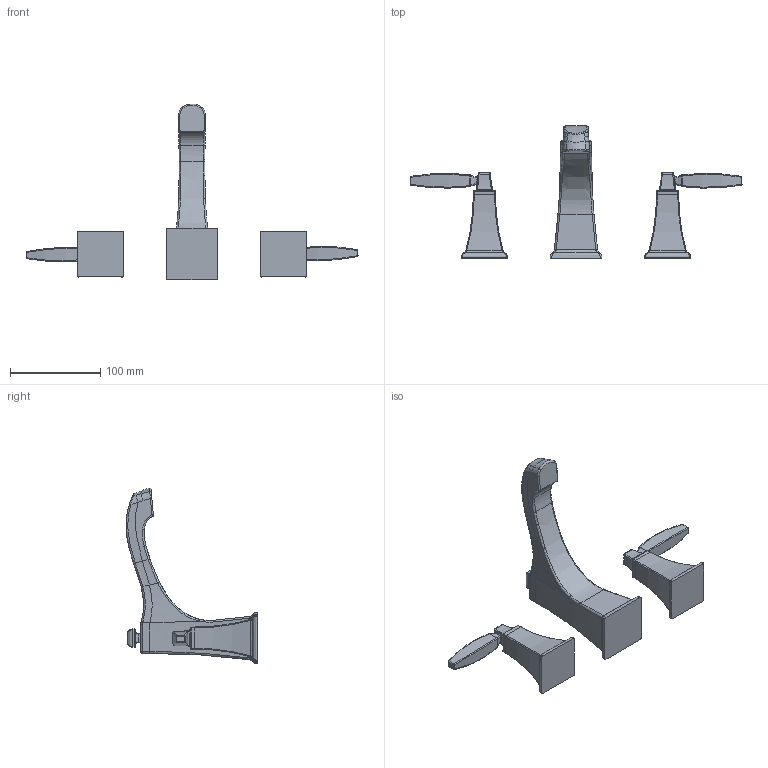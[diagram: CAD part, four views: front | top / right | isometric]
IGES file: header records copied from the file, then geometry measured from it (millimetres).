
Start section:  PTC IGES file: 8100.igs
Global section: file name: 8100.igs; native system: Creo Parametric by PTC Inc.; preprocessor: 2018400; author: jinson.thomas; organization: Unknown; date: 20201130.140647; units: inch
Bounding box: 368.27 x 146.4 x 195.1 mm (x, y, z)
Volume: 517545 mm3; surface area: 77118.5 mm2
Topology: 3 solids, 3 shells, 389 faces, 857 edges, 448 vertices
Faces by surface type: bspline 200, revolution 186, extrusion 3
